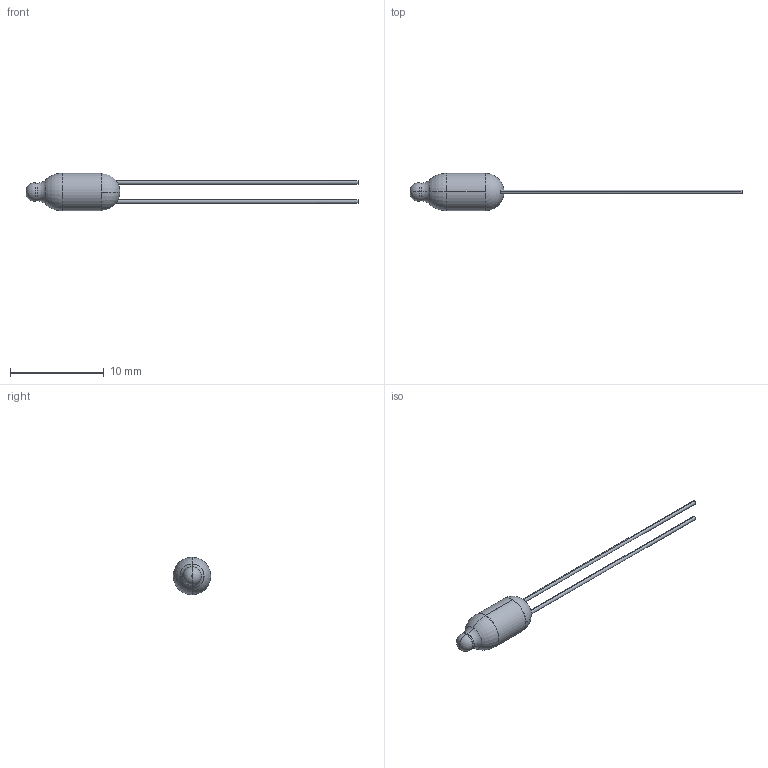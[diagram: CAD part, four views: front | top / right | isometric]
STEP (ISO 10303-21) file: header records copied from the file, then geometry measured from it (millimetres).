
FILE_DESCRIPTION (( 'STEP AP203' ), '1' );
FILE_NAME ('4916S1.STEP', '2018-05-14T17:47:06', ( '' ), ( '' ), 'SwSTEP 2.0', 'SolidWorks 2016', '' );
FILE_SCHEMA (( 'CONFIG_CONTROL_DESIGN' ));
Length unit declared in the file: inch
Products named in the file (1): 4916S1
Bounding box: 35.4 x 3.99 x 3.99 mm (x, y, z)
Volume: 16.1 mm3; surface area: 320.2 mm2
Topology: 1 solids, 2 shells, 43 faces, 92 edges, 53 vertices
Faces by surface type: torus 16, cylinder 16, plane 7, sphere 4
Entity records: 1271 total; most frequent: CARTESIAN_POINT 255, DIRECTION 228, ORIENTED_EDGE 172, AXIS2_PLACEMENT_3D 106, EDGE_CURVE 86, CIRCLE 62, VERTEX_POINT 53, EDGE_LOOP 49
